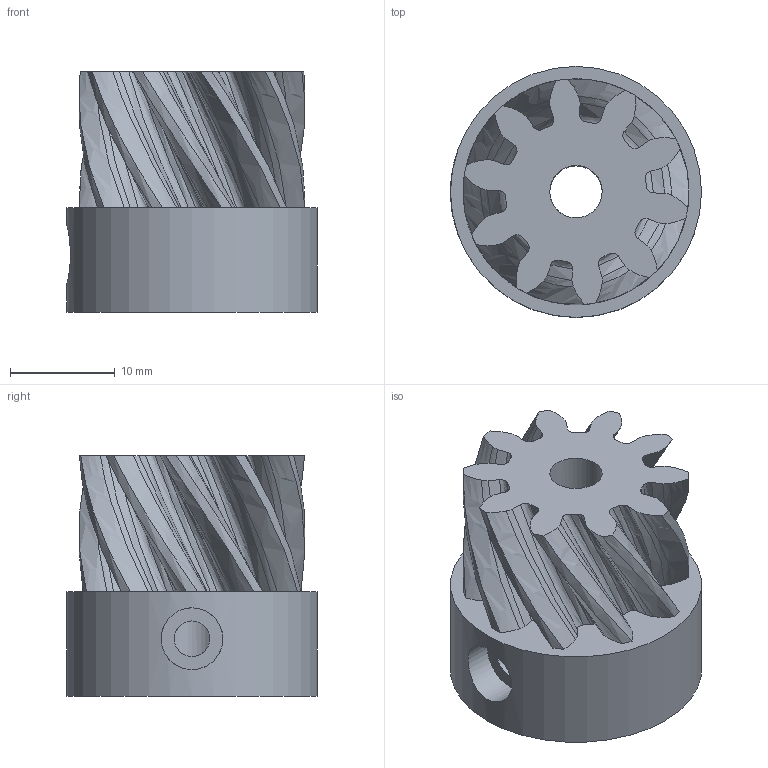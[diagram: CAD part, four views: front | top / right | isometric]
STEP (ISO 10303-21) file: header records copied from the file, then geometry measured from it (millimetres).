
FILE_DESCRIPTION(('FreeCAD Model'),'2;1');
FILE_NAME('Art4MotorGear.step', '2017-01-10T08:55:44',('Author'),(''), 'Open CASCADE STEP processor 6.8','FreeCAD','Unknown');
FILE_SCHEMA(('AUTOMOTIVE_DESIGN_CC2 { 1 2 10303 214 -1 1 5 4 }'));
Length unit declared in the file: millimetre
Products named in the file (2): ASSEMBLY; Art4MotorGear
Assembly tree (1 placements, depth 2):
  ASSEMBLY
    Art4MotorGear
Bounding box: 24 x 24 x 23 mm (x, y, z)
Volume: 6988.6 mm3; surface area: 3770.9 mm2
Topology: 1 solids, 1 shells, 115 faces, 335 edges, 225 vertices
Faces by surface type: bspline 100, plane 10, cylinder 5
Full cylindrical faces by diameter (mm): 3.4 x2, 5 x1, 5.9 x1, 24 x1
Entity records: 13072 total; most frequent: CARTESIAN_POINT 8075, ORIENTED_EDGE 670, PCURVE 670, DEFINITIONAL_REPRESENTATION 670, B_SPLINE_CURVE_WITH_KNOTS 431, DIRECTION 417, LINE 359, VECTOR 359
